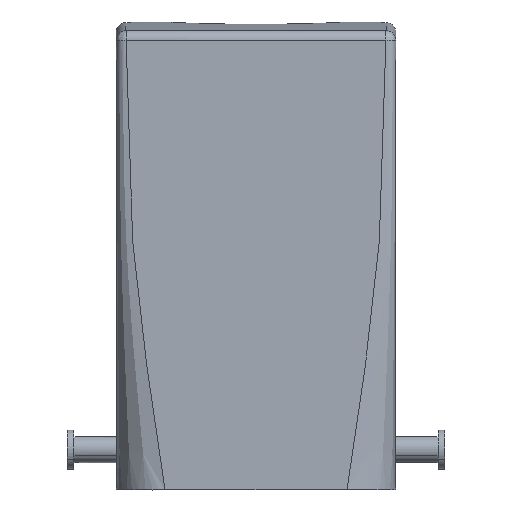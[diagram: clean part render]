
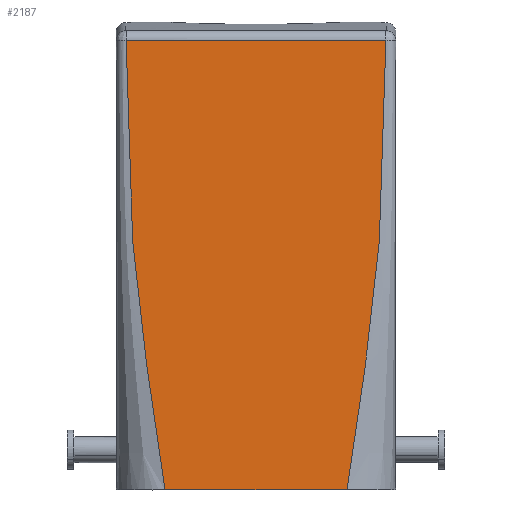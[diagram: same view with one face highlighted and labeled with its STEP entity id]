
A CAD part, front view. The second image highlights one B-rep face of the part: STEP entity #2187.
In plain terms, the highlighted planar face has unit normal (0, -1, 0.013).
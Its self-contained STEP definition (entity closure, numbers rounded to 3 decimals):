
#2143=AXIS2_PLACEMENT_3D('Plane Axis2P3D',#2140,#2141,#2142) ;
#634=CARTESIAN_POINT('Vertex',(9.015,0.906,69.195)) ;
#657=CARTESIAN_POINT('Line Origine',(18.214,0.906,69.195)) ;
#661=CARTESIAN_POINT('Vertex',(48.985,0.906,69.195)) ;
#2107=CARTESIAN_POINT('Vertex',(15.,0.,0.)) ;
#2111=CARTESIAN_POINT('Control Point',(9.015,0.906,69.195)) ;
#2112=CARTESIAN_POINT('Control Point',(9.042,0.876,66.945)) ;
#2113=CARTESIAN_POINT('Control Point',(9.074,0.847,64.696)) ;
#2114=CARTESIAN_POINT('Control Point',(9.115,0.817,62.447)) ;
#2115=CARTESIAN_POINT('Control Point',(9.207,0.758,57.942)) ;
#2116=CARTESIAN_POINT('Control Point',(9.324,0.7,53.437)) ;
#2117=CARTESIAN_POINT('Control Point',(9.391,0.669,51.076)) ;
#2118=CARTESIAN_POINT('Control Point',(9.567,0.598,45.708)) ;
#2119=CARTESIAN_POINT('Control Point',(9.852,0.528,40.342)) ;
#2120=CARTESIAN_POINT('Control Point',(10.074,0.487,37.233)) ;
#2121=CARTESIAN_POINT('Control Point',(10.633,0.406,31.019)) ;
#2122=CARTESIAN_POINT('Control Point',(11.388,0.325,24.818)) ;
#2123=CARTESIAN_POINT('Control Point',(11.806,0.284,21.721)) ;
#2124=CARTESIAN_POINT('Control Point',(12.533,0.218,16.653)) ;
#2125=CARTESIAN_POINT('Control Point',(13.291,0.152,11.588)) ;
#2126=CARTESIAN_POINT('Control Point',(13.588,0.126,9.613)) ;
#2127=CARTESIAN_POINT('Control Point',(14.053,0.085,6.496)) ;
#2128=CARTESIAN_POINT('Control Point',(14.512,0.044,3.379)) ;
#2129=CARTESIAN_POINT('Control Point',(14.676,0.029,2.251)) ;
#2130=CARTESIAN_POINT('Control Point',(14.838,0.015,1.127)) ;
#2131=CARTESIAN_POINT('Control Point',(15.,0.,0.)) ;
#2140=CARTESIAN_POINT('Axis2P3D Location',(29.,1.046,79.915)) ;
#2145=CARTESIAN_POINT('Line Origine',(29.,0.,0.)) ;
#2149=CARTESIAN_POINT('Vertex',(43.,0.,0.)) ;
#2153=CARTESIAN_POINT('Control Point',(48.985,0.906,69.195)) ;
#2154=CARTESIAN_POINT('Control Point',(48.966,0.885,67.633)) ;
#2155=CARTESIAN_POINT('Control Point',(48.945,0.865,66.072)) ;
#2156=CARTESIAN_POINT('Control Point',(48.92,0.844,64.511)) ;
#2157=CARTESIAN_POINT('Control Point',(48.88,0.815,62.249)) ;
#2158=CARTESIAN_POINT('Control Point',(48.833,0.785,59.987)) ;
#2159=CARTESIAN_POINT('Control Point',(48.817,0.776,59.265)) ;
#2160=CARTESIAN_POINT('Control Point',(48.756,0.74,56.55)) ;
#2161=CARTESIAN_POINT('Control Point',(48.686,0.705,53.833)) ;
#2162=CARTESIAN_POINT('Control Point',(48.627,0.677,51.721)) ;
#2163=CARTESIAN_POINT('Control Point',(48.551,0.645,49.291)) ;
#2164=CARTESIAN_POINT('Control Point',(48.455,0.614,46.875)) ;
#2165=CARTESIAN_POINT('Control Point',(48.438,0.608,46.46)) ;
#2166=CARTESIAN_POINT('Control Point',(48.185,0.53,40.516)) ;
#2167=CARTESIAN_POINT('Control Point',(47.786,0.453,34.578)) ;
#2168=CARTESIAN_POINT('Control Point',(47.186,0.38,29.045)) ;
#2169=CARTESIAN_POINT('Control Point',(46.168,0.28,21.412)) ;
#2170=CARTESIAN_POINT('Control Point',(45.04,0.181,13.794)) ;
#2171=CARTESIAN_POINT('Control Point',(44.721,0.153,11.673)) ;
#2172=CARTESIAN_POINT('Control Point',(44.337,0.119,9.114)) ;
#2173=CARTESIAN_POINT('Control Point',(43.957,0.086,6.555)) ;
#2174=CARTESIAN_POINT('Control Point',(43.892,0.08,6.118)) ;
#2175=CARTESIAN_POINT('Control Point',(43.672,0.061,4.627)) ;
#2176=CARTESIAN_POINT('Control Point',(43.453,0.041,3.139)) ;
#2177=CARTESIAN_POINT('Control Point',(43.301,0.027,2.092)) ;
#2178=CARTESIAN_POINT('Control Point',(43.15,0.014,1.047)) ;
#2179=CARTESIAN_POINT('Control Point',(43.,0.,0.)) ;
#658=DIRECTION('Vector Direction',(1.,0.,0.)) ;
#2141=DIRECTION('Axis2P3D Direction',(0.,-1.,0.013)) ;
#2142=DIRECTION('Axis2P3D XDirection',(-1.,0.,0.)) ;
#2146=DIRECTION('Vector Direction',(-1.,0.,0.)) ;
#659=VECTOR('Line Direction',#658,1.) ;
#2147=VECTOR('Line Direction',#2146,1.) ;
#2182=ORIENTED_EDGE('',*,*,#2132,.F.) ;
#2183=ORIENTED_EDGE('',*,*,#2151,.T.) ;
#2184=ORIENTED_EDGE('',*,*,#2180,.T.) ;
#2185=ORIENTED_EDGE('',*,*,#663,.F.) ;
#2187=ADVANCED_FACE('HOUSING',(#2186),#2144,.T.) ;
#2110=B_SPLINE_CURVE_WITH_KNOTS('',5,(#2111,#2112,#2113,#2114,#2115,#2116,#2117,#2118,#2119,#2120,#2121,#2122,#2123,#2124,#2125,#2126,#2127,#2128,#2129,#2130,#2131),.UNSPECIFIED.,.F.,.U.,(6,3,3,3,3,3,6),(31.573,42.827,54.115,69.691,85.268,95.221,100.975),.UNSPECIFIED.) ;
#2152=B_SPLINE_CURVE_WITH_KNOTS('',5,(#2153,#2154,#2155,#2156,#2157,#2158,#2159,#2160,#2161,#2162,#2163,#2164,#2165,#2166,#2167,#2168,#2169,#2170,#2171,#2172,#2173,#2174,#2175,#2176,#2177,#2178,#2179),.UNSPECIFIED.,.F.,.U.,(6,3,3,3,3,3,3,3,6),(0.,11.056,16.02,30.289,33.137,72.409,87.576,90.698,98.224),.UNSPECIFIED.) ;
#663=EDGE_CURVE('',#635,#662,#660,.T.) ;
#2132=EDGE_CURVE('',#2108,#635,#2110,.F.) ;
#2151=EDGE_CURVE('',#2108,#2150,#2148,.F.) ;
#2180=EDGE_CURVE('',#2150,#662,#2152,.F.) ;
#2181=EDGE_LOOP('',(#2182,#2183,#2184,#2185)) ;
#2186=FACE_OUTER_BOUND('',#2181,.T.) ;
#660=LINE('Line',#657,#659) ;
#2148=LINE('Line',#2145,#2147) ;
#2144=PLANE('',#2143) ;
#635=VERTEX_POINT('',#634) ;
#662=VERTEX_POINT('',#661) ;
#2108=VERTEX_POINT('',#2107) ;
#2150=VERTEX_POINT('',#2149) ;
